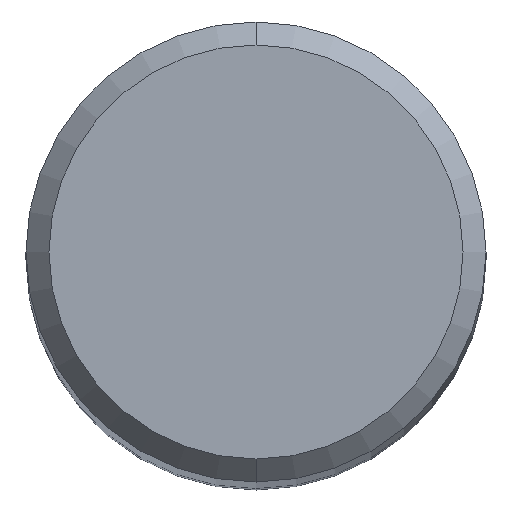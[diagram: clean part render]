
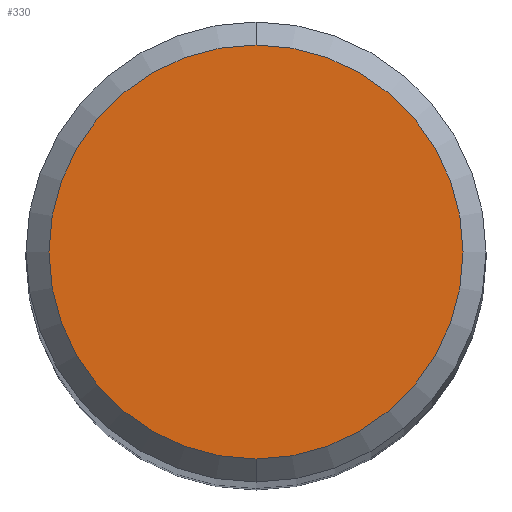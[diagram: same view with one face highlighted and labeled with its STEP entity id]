
A CAD part, top view. The second image highlights one B-rep face of the part: STEP entity #330.
In plain terms, the highlighted planar face has unit normal (0, 0, 1).
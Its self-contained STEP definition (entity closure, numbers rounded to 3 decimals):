
#156=VERTEX_POINT('',#421);
#228=VERTEX_POINT('',#500);
#304=EDGE_CURVE('',#228,#156,#588,.T.);
#330=ADVANCED_FACE('',(#616),#617,.T.);
#372=EDGE_CURVE('',#156,#228,#661,.T.);
#421=CARTESIAN_POINT('',(0.0,4.5,0.0));
#500=CARTESIAN_POINT('',(0.,-4.5,0.0));
#588=CIRCLE('',#1080,4.5);
#616=FACE_OUTER_BOUND('',#1125,.T.);
#617=PLANE('',#1126);
#661=CIRCLE('',#1212,4.5);
#1080=AXIS2_PLACEMENT_3D('',#1513,#1514,#1515);
#1125=EDGE_LOOP('',(#1541,#1542));
#1126=AXIS2_PLACEMENT_3D('',#1543,#1544,#1545);
#1212=AXIS2_PLACEMENT_3D('',#1584,#1585,#1586);
#1513=CARTESIAN_POINT('',(0.0,0.0,0.0));
#1514=DIRECTION('',(0.0,0.0,-1.0));
#1515=DIRECTION('',(0.0,1.0,0.0));
#1541=ORIENTED_EDGE('',*,*,#372,.F.);
#1542=ORIENTED_EDGE('',*,*,#304,.F.);
#1543=CARTESIAN_POINT('',(0.0,2.25,0.0));
#1544=DIRECTION('',(-0.0,0.0,1.0));
#1545=DIRECTION('',(0.0,-1.0,0.0));
#1584=CARTESIAN_POINT('',(0.0,0.0,0.0));
#1585=DIRECTION('',(0.0,0.0,-1.0));
#1586=DIRECTION('',(0.0,1.0,0.0));
